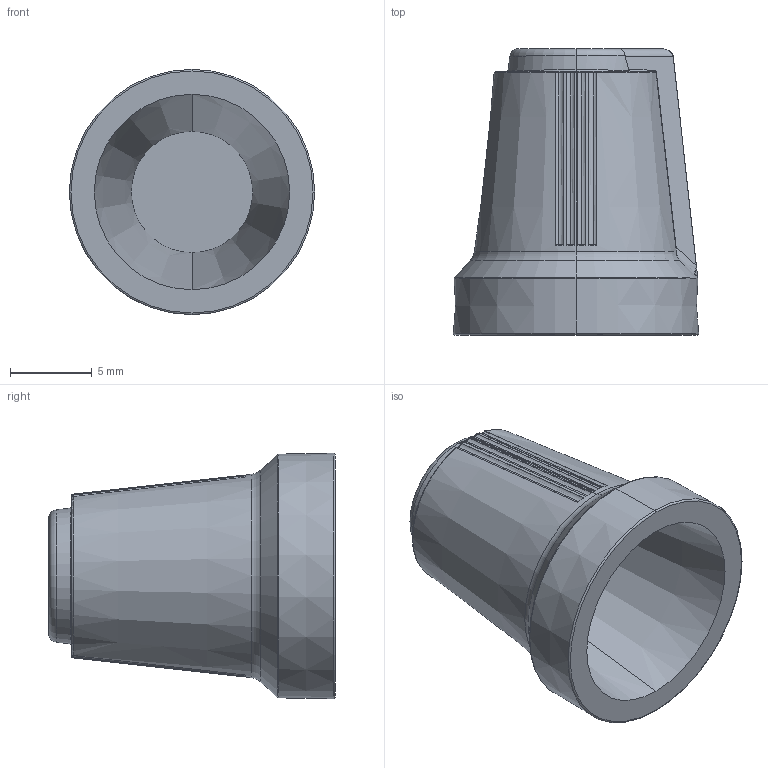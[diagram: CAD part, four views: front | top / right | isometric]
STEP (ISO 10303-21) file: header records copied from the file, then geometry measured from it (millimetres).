
FILE_DESCRIPTION (( 'STEP AP214' ), '1' );
FILE_NAME ('VCKnob.STEP', '2019-11-10T14:42:38', ( '' ), ( '' ), 'SwSTEP 2.0', 'SolidWorks 2019', '' );
FILE_SCHEMA (( 'AUTOMOTIVE_DESIGN' ));
Length unit declared in the file: millimetre
Products named in the file (1): VCKnob
Bounding box: 15 x 17.5 x 15 mm (x, y, z)
Volume: 815.1 mm3; surface area: 1365.6 mm2
Topology: 1 solids, 1 shells, 187 faces, 447 edges, 244 vertices
Faces by surface type: bspline 122, torus 32, plane 14, cone 13, cylinder 6
Entity records: 8035 total; most frequent: CARTESIAN_POINT 4511, ORIENTED_EDGE 856, DIRECTION 493, EDGE_CURVE 428, VERTEX_POINT 244, AXIS2_PLACEMENT_3D 236, B_SPLINE_CURVE_WITH_KNOTS 235, EDGE_LOOP 188
